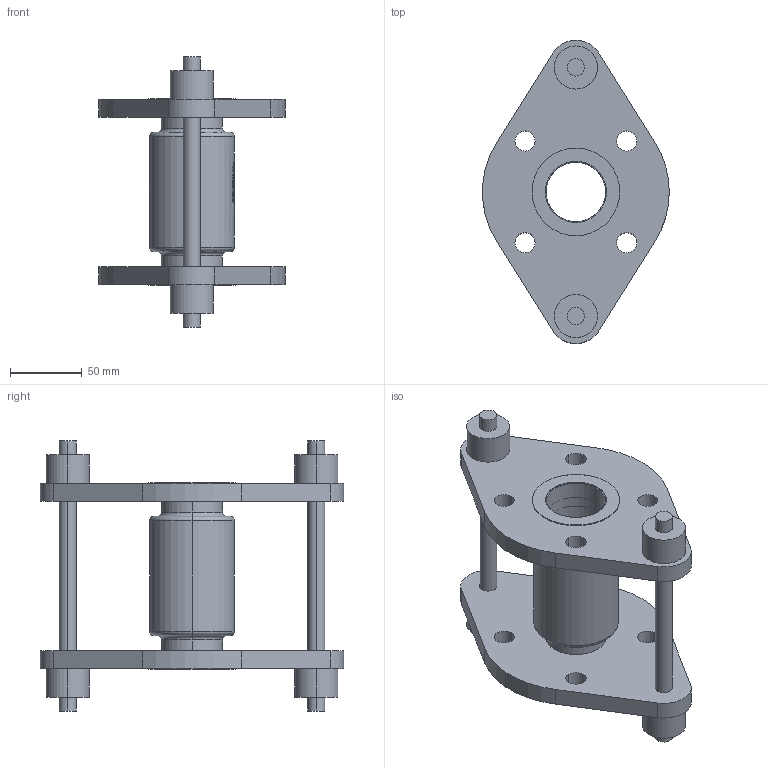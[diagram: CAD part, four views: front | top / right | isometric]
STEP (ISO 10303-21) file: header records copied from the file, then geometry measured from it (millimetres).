
FILE_DESCRIPTION (( 'STEP AP214' ), '1' );
FILE_NAME ('EPSILON-C_DN040_PN06_300_6000013625.STEP', '2021-10-18T08:04:27', ( 'axxx' ), ( 'Hewlett-Packard Company' ), 'SwSTEP 2.0', 'SolidWorks 2019', '' );
FILE_SCHEMA (( 'AUTOMOTIVE_DESIGN' ));
Length unit declared in the file: millimetre
Products named in the file (1): EPSILON-C_DN040_PN06_300_6000013625
Bounding box: 129.79 x 211 x 188 mm (x, y, z)
Volume: 598677.5 mm3; surface area: 134691.3 mm2
Topology: 1 solids, 1 shells, 598 faces, 1594 edges, 1060 vertices
Faces by surface type: bspline 247, plane 245, cylinder 98, torus 8
Entity records: 32132 total; most frequent: CARTESIAN_POINT 18817, ORIENTED_EDGE 3188, DIRECTION 1955, EDGE_CURVE 1594, VERTEX_POINT 1060, LINE 797, VECTOR 797, EDGE_LOOP 682
